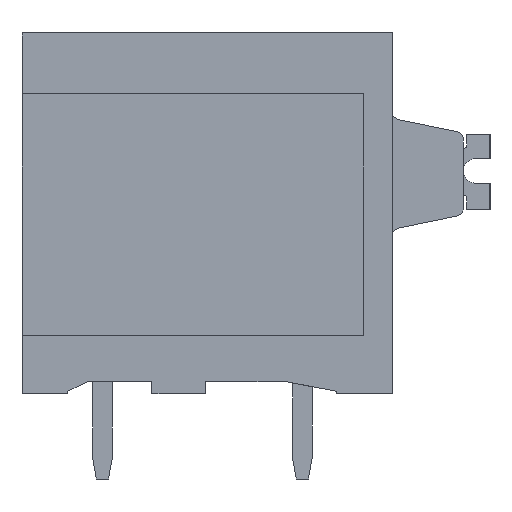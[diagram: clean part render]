
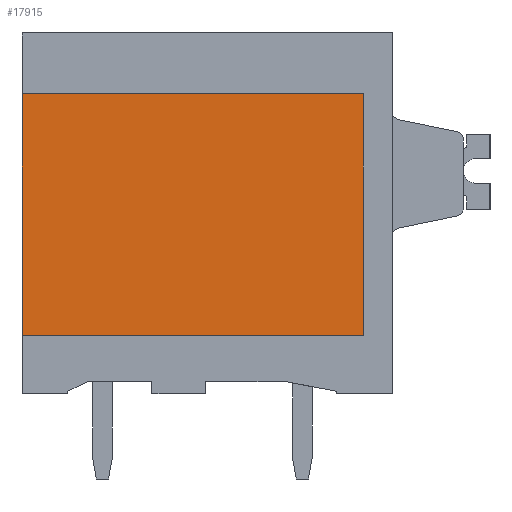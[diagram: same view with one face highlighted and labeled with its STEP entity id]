
A CAD part, left-side view. The second image highlights one B-rep face of the part: STEP entity #17915.
In plain terms, the highlighted planar face has unit normal (-1, 0, 0).
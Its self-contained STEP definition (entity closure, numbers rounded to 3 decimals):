
#7164=AXIS2_PLACEMENT_3D('Plane Axis2P3D',#7161,#7162,#7163) ;
#7161=CARTESIAN_POINT('Axis2P3D Location',(1.1,0.,0.)) ;
#17785=CARTESIAN_POINT('Vertex',(1.1,19.2,5.9)) ;
#17788=CARTESIAN_POINT('Line Origine',(1.1,19.2,10.85)) ;
#17792=CARTESIAN_POINT('Vertex',(1.1,19.2,15.8)) ;
#17865=CARTESIAN_POINT('Vertex',(1.1,5.2,5.9)) ;
#17868=CARTESIAN_POINT('Line Origine',(1.1,12.2,5.9)) ;
#17889=CARTESIAN_POINT('Vertex',(1.1,5.2,15.8)) ;
#17892=CARTESIAN_POINT('Line Origine',(1.1,5.2,10.85)) ;
#17904=CARTESIAN_POINT('Line Origine',(1.1,12.2,15.8)) ;
#7162=DIRECTION('Axis2P3D Direction',(-1.,0.,0.)) ;
#7163=DIRECTION('Axis2P3D XDirection',(0.,-1.,0.)) ;
#17789=DIRECTION('Vector Direction',(0.,0.,1.)) ;
#17869=DIRECTION('Vector Direction',(0.,1.,0.)) ;
#17893=DIRECTION('Vector Direction',(0.,0.,1.)) ;
#17905=DIRECTION('Vector Direction',(0.,1.,0.)) ;
#17790=VECTOR('Line Direction',#17789,1.) ;
#17870=VECTOR('Line Direction',#17869,1.) ;
#17894=VECTOR('Line Direction',#17893,1.) ;
#17906=VECTOR('Line Direction',#17905,1.) ;
#17910=ORIENTED_EDGE('',*,*,#17872,.F.) ;
#17911=ORIENTED_EDGE('',*,*,#17896,.T.) ;
#17912=ORIENTED_EDGE('',*,*,#17908,.T.) ;
#17913=ORIENTED_EDGE('',*,*,#17794,.F.) ;
#17915=ADVANCED_FACE('_LMF 5.00/18/90 3.5SN OR BX 1331880000',(#17914),#7165,.T.) ;
#17794=EDGE_CURVE('',#17786,#17793,#17791,.T.) ;
#17872=EDGE_CURVE('',#17866,#17786,#17871,.T.) ;
#17896=EDGE_CURVE('',#17866,#17890,#17895,.T.) ;
#17908=EDGE_CURVE('',#17890,#17793,#17907,.T.) ;
#17909=EDGE_LOOP('',(#17910,#17911,#17912,#17913)) ;
#17914=FACE_OUTER_BOUND('',#17909,.T.) ;
#17791=LINE('Line',#17788,#17790) ;
#17871=LINE('Line',#17868,#17870) ;
#17895=LINE('Line',#17892,#17894) ;
#17907=LINE('Line',#17904,#17906) ;
#7165=PLANE('',#7164) ;
#17786=VERTEX_POINT('',#17785) ;
#17793=VERTEX_POINT('',#17792) ;
#17866=VERTEX_POINT('',#17865) ;
#17890=VERTEX_POINT('',#17889) ;
